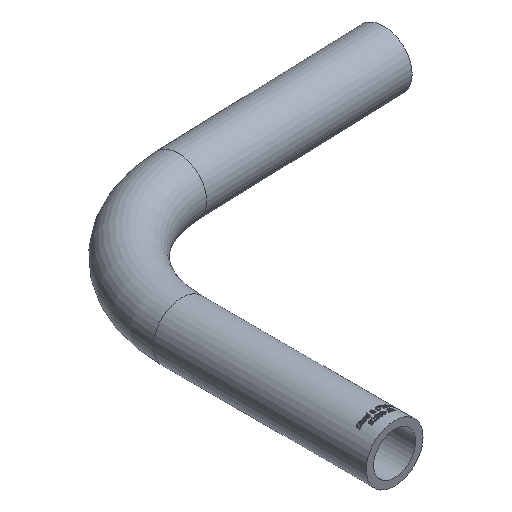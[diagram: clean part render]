
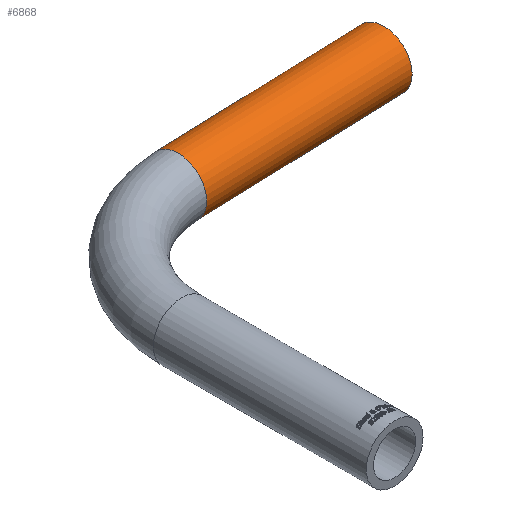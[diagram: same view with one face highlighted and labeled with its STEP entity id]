
A CAD part, isometric view. The second image highlights one B-rep face of the part: STEP entity #6868.
In plain terms, the highlighted cylindrical face has radius 6.35 mm (diameter 12.7 mm), a full revolution.
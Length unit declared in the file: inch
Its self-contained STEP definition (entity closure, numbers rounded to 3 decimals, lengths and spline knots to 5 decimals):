
#70=FACE_BOUND('',#1214,.T.);
#792=FACE_OUTER_BOUND('',#1213,.T.);
#1213=EDGE_LOOP('',(#6419));
#1214=EDGE_LOOP('',(#6420));
#1331=CIRCLE('',#7152,0.25);
#1332=CIRCLE('',#7154,0.25);
#3357=VERTEX_POINT('',#16178);
#3358=VERTEX_POINT('',#16181);
#4379=EDGE_CURVE('',#3357,#3357,#1331,.T.);
#4380=EDGE_CURVE('',#3358,#3358,#1332,.T.);
#6419=ORIENTED_EDGE('',*,*,#4379,.T.);
#6420=ORIENTED_EDGE('',*,*,#4380,.T.);
#6464=CYLINDRICAL_SURFACE('',#7153,0.25);
#6868=ADVANCED_FACE('',(#792,#70),#6464,.T.);
#7152=AXIS2_PLACEMENT_3D('',#16179,#8161,#8162);
#7153=AXIS2_PLACEMENT_3D('',#16180,#8163,#8164);
#7154=AXIS2_PLACEMENT_3D('',#16182,#8165,#8166);
#8161=DIRECTION('center_axis',(0.999,0.035,0.));
#8162=DIRECTION('ref_axis',(0.035,-0.999,0.));
#8163=DIRECTION('center_axis',(-0.999,-0.035,0.));
#8164=DIRECTION('ref_axis',(0.035,-0.999,0.));
#8165=DIRECTION('center_axis',(-0.999,-0.035,0.));
#8166=DIRECTION('ref_axis',(0.035,-0.999,0.));
#16178=CARTESIAN_POINT('',(-0.04799,1.37416,0.));
#16179=CARTESIAN_POINT('Origin',(-0.03926,1.12431,0.));
#16180=CARTESIAN_POINT('Origin',(1.8346,1.18975,0.));
#16181=CARTESIAN_POINT('',(1.82587,1.4396,0.));
#16182=CARTESIAN_POINT('Origin',(1.8346,1.18975,0.));
